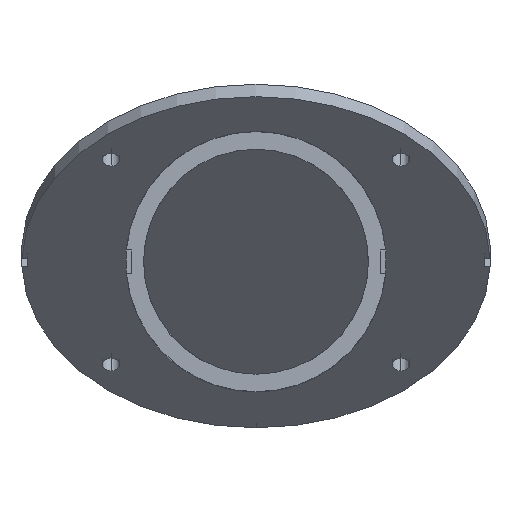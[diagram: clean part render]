
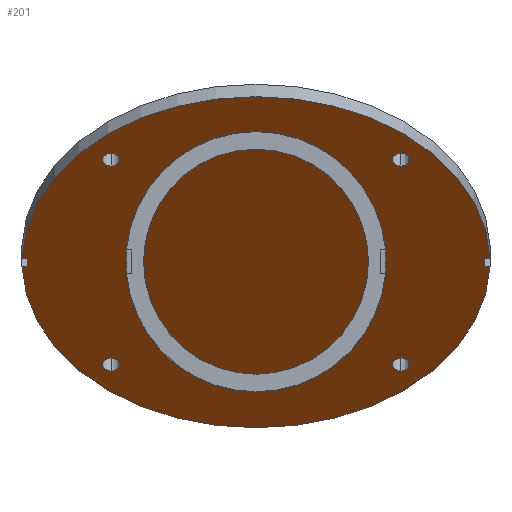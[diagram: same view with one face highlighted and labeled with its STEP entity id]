
A CAD part, front view. The second image highlights one B-rep face of the part: STEP entity #201.
In plain terms, the highlighted planar face has unit normal (0, -0.707, -0.707).
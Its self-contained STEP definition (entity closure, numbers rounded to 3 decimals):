
#22 = CIRCLE ( 'NONE', #324, 1.5 ) ;
#23 = CARTESIAN_POINT ( 'NONE',  ( -24.749, 394.302, 18.473 ) ) ;
#26 = CARTESIAN_POINT ( 'NONE',  ( 39.987, 412.156, 0.619 ) ) ;
#28 = ORIENTED_EDGE ( 'NONE', *, *, #1223, .F. ) ;
#39 = LINE ( 'NONE', #293, #1483 ) ;
#46 = ORIENTED_EDGE ( 'NONE', *, *, #947, .F. ) ;
#56 = DIRECTION ( 'NONE',  ( 0., 0.707, 0.707 ) ) ;
#79 = DIRECTION ( 'NONE',  ( 0., -0.707, 0.707 ) ) ;
#117 = CIRCLE ( 'NONE', #1436, 40. ) ;
#136 = CIRCLE ( 'NONE', #615, 1.5 ) ;
#146 = EDGE_CURVE ( 'NONE', #354, #1344, #648, .T. ) ;
#150 = CARTESIAN_POINT ( 'NONE',  ( -24.749, 431.423, -18.648 ) ) ;
#164 = AXIS2_PLACEMENT_3D ( 'NONE', #1157, #1048, #788 ) ;
#176 = ORIENTED_EDGE ( 'NONE', *, *, #829, .F. ) ;
#180 = DIRECTION ( 'NONE',  ( 0., 0.707, 0.707 ) ) ;
#188 = CIRCLE ( 'NONE', #622, 40. ) ;
#189 = DIRECTION ( 'NONE',  ( 0., -0.707, 0.707 ) ) ;
#191 = ORIENTED_EDGE ( 'NONE', *, *, #146, .F. ) ;
#201 = ADVANCED_FACE ( 'NONE', ( #470, #647, #1360, #700, #539 ), #674, .F. ) ;
#213 = DIRECTION ( 'NONE',  ( 0., 0.707, 0.707 ) ) ;
#214 = CARTESIAN_POINT ( 'NONE',  ( 0., 412.863, -0.088 ) ) ;
#215 = EDGE_CURVE ( 'NONE', #322, #383, #1131, .T. ) ;
#252 = EDGE_CURVE ( 'NONE', #833, #1434, #136, .T. ) ;
#263 = CARTESIAN_POINT ( 'NONE',  ( 41., 412.156, 0.619 ) ) ;
#264 = CARTESIAN_POINT ( 'NONE',  ( -41., 413.57, -0.795 ) ) ;
#265 = EDGE_LOOP ( 'NONE', ( #46, #191, #28, #1289, #492, #176, #1137, #1435, #743 ) ) ;
#270 = CARTESIAN_POINT ( 'NONE',  ( 24.749, 394.302, 18.473 ) ) ;
#275 = LINE ( 'NONE', #263, #1265 ) ;
#293 = CARTESIAN_POINT ( 'NONE',  ( -39., 412.156, 0.619 ) ) ;
#295 = DIRECTION ( 'NONE',  ( 0., 0.707, 0.707 ) ) ;
#296 = DIRECTION ( 'NONE',  ( 0., -0.707, 0.707 ) ) ;
#322 = VERTEX_POINT ( 'NONE', #150 ) ;
#324 = AXIS2_PLACEMENT_3D ( 'NONE', #636, #56, #752 ) ;
#336 = CARTESIAN_POINT ( 'NONE',  ( 24.749, 431.423, -18.648 ) ) ;
#339 = DIRECTION ( 'NONE',  ( 0., 0.707, 0.707 ) ) ;
#347 = DIRECTION ( 'NONE',  ( 0., 0.707, 0.707 ) ) ;
#354 = VERTEX_POINT ( 'NONE', #602 ) ;
#355 = ORIENTED_EDGE ( 'NONE', *, *, #570, .T. ) ;
#362 = DIRECTION ( 'NONE',  ( -1., 0., 0. ) ) ;
#378 = EDGE_CURVE ( 'NONE', #725, #945, #1213, .T. ) ;
#383 = VERTEX_POINT ( 'NONE', #847 ) ;
#394 = DIRECTION ( 'NONE',  ( 0., 0.707, 0.707 ) ) ;
#399 = CARTESIAN_POINT ( 'NONE',  ( 0., 441.147, -28.372 ) ) ;
#400 = DIRECTION ( 'NONE',  ( 0., -0.707, 0.707 ) ) ;
#415 = EDGE_CURVE ( 'NONE', #1434, #833, #1001, .T. ) ;
#425 = DIRECTION ( 'NONE',  ( 0., -0.707, 0.707 ) ) ;
#453 = EDGE_LOOP ( 'NONE', ( #577, #1059 ) ) ;
#454 = CARTESIAN_POINT ( 'NONE',  ( 0., 412.863, -0.088 ) ) ;
#457 = ORIENTED_EDGE ( 'NONE', *, *, #699, .T. ) ;
#460 = CARTESIAN_POINT ( 'NONE',  ( -39.987, 412.156, 0.619 ) ) ;
#470 = FACE_OUTER_BOUND ( 'NONE', #265, .T. ) ;
#475 = VERTEX_POINT ( 'NONE', #399 ) ;
#492 = ORIENTED_EDGE ( 'NONE', *, *, #563, .F. ) ;
#493 = VERTEX_POINT ( 'NONE', #638 ) ;
#506 = ORIENTED_EDGE ( 'NONE', *, *, #987, .T. ) ;
#515 = CARTESIAN_POINT ( 'NONE',  ( -39., 413.57, -0.795 ) ) ;
#521 = CIRCLE ( 'NONE', #784, 1.5 ) ;
#528 = CARTESIAN_POINT ( 'NONE',  ( 41., 413.57, -0.795 ) ) ;
#539 = FACE_BOUND ( 'NONE', #1185, .T. ) ;
#543 = DIRECTION ( 'NONE',  ( 1., 0., 0. ) ) ;
#550 = CARTESIAN_POINT ( 'NONE',  ( -39.987, 413.57, -0.795 ) ) ;
#555 = AXIS2_PLACEMENT_3D ( 'NONE', #620, #295, #972 ) ;
#563 = EDGE_CURVE ( 'NONE', #1292, #1328, #1395, .T. ) ;
#568 = CIRCLE ( 'NONE', #164, 1.5 ) ;
#570 = EDGE_CURVE ( 'NONE', #493, #888, #1038, .T. ) ;
#577 = ORIENTED_EDGE ( 'NONE', *, *, #252, .T. ) ;
#596 = CARTESIAN_POINT ( 'NONE',  ( 39.987, 413.57, -0.795 ) ) ;
#602 = CARTESIAN_POINT ( 'NONE',  ( 39., 413.57, -0.795 ) ) ;
#606 = DIRECTION ( 'NONE',  ( 1., 0., 0. ) ) ;
#613 = ORIENTED_EDGE ( 'NONE', *, *, #215, .T. ) ;
#615 = AXIS2_PLACEMENT_3D ( 'NONE', #660, #213, #1024 ) ;
#620 = CARTESIAN_POINT ( 'NONE',  ( 24.749, 430.363, -17.588 ) ) ;
#622 = AXIS2_PLACEMENT_3D ( 'NONE', #1208, #394, #296 ) ;
#636 = CARTESIAN_POINT ( 'NONE',  ( -24.749, 430.363, -17.588 ) ) ;
#638 = CARTESIAN_POINT ( 'NONE',  ( -24.749, 396.423, 16.352 ) ) ;
#643 = DIRECTION ( 'NONE',  ( 0., 0.707, 0.707 ) ) ;
#644 = LINE ( 'NONE', #787, #1266 ) ;
#647 = FACE_BOUND ( 'NONE', #453, .T. ) ;
#648 = LINE ( 'NONE', #528, #1382 ) ;
#651 = DIRECTION ( 'NONE',  ( 0., 0.707, 0.707 ) ) ;
#657 = CARTESIAN_POINT ( 'NONE',  ( -24.749, 395.363, 17.412 ) ) ;
#658 = CARTESIAN_POINT ( 'NONE',  ( -39., 412.156, 0.619 ) ) ;
#660 = CARTESIAN_POINT ( 'NONE',  ( 24.749, 430.363, -17.588 ) ) ;
#668 = ORIENTED_EDGE ( 'NONE', *, *, #912, .T. ) ;
#674 = PLANE ( 'NONE',  #1317 ) ;
#683 = VERTEX_POINT ( 'NONE', #885 ) ;
#699 = EDGE_CURVE ( 'NONE', #1433, #683, #883, .T. ) ;
#700 = FACE_BOUND ( 'NONE', #1241, .T. ) ;
#706 = VERTEX_POINT ( 'NONE', #997 ) ;
#725 = VERTEX_POINT ( 'NONE', #550 ) ;
#743 = ORIENTED_EDGE ( 'NONE', *, *, #799, .F. ) ;
#752 = DIRECTION ( 'NONE',  ( 0., -0.707, 0.707 ) ) ;
#766 = DIRECTION ( 'NONE',  ( 0., 0.707, 0.707 ) ) ;
#784 = AXIS2_PLACEMENT_3D ( 'NONE', #872, #180, #189 ) ;
#786 = DIRECTION ( 'NONE',  ( 0., 0.707, 0.707 ) ) ;
#787 = CARTESIAN_POINT ( 'NONE',  ( -41., 412.156, 0.619 ) ) ;
#788 = DIRECTION ( 'NONE',  ( 0., -0.707, 0.707 ) ) ;
#799 = EDGE_CURVE ( 'NONE', #475, #725, #117, .T. ) ;
#829 = EDGE_CURVE ( 'NONE', #1152, #1292, #644, .T. ) ;
#833 = VERTEX_POINT ( 'NONE', #336 ) ;
#844 = AXIS2_PLACEMENT_3D ( 'NONE', #910, #339, #1496 ) ;
#847 = CARTESIAN_POINT ( 'NONE',  ( -24.749, 429.302, -16.527 ) ) ;
#872 = CARTESIAN_POINT ( 'NONE',  ( 24.749, 395.363, 17.412 ) ) ;
#883 = CIRCLE ( 'NONE', #1124, 1.5 ) ;
#885 = CARTESIAN_POINT ( 'NONE',  ( 24.749, 396.423, 16.352 ) ) ;
#888 = VERTEX_POINT ( 'NONE', #23 ) ;
#910 = CARTESIAN_POINT ( 'NONE',  ( -24.749, 430.363, -17.588 ) ) ;
#912 = EDGE_CURVE ( 'NONE', #683, #1433, #521, .T. ) ;
#936 = LINE ( 'NONE', #1260, #1303 ) ;
#945 = VERTEX_POINT ( 'NONE', #515 ) ;
#947 = EDGE_CURVE ( 'NONE', #1344, #475, #188, .T. ) ;
#967 = AXIS2_PLACEMENT_3D ( 'NONE', #657, #651, #425 ) ;
#968 = CARTESIAN_POINT ( 'NONE',  ( 24.749, 429.302, -16.527 ) ) ;
#972 = DIRECTION ( 'NONE',  ( 0., -0.707, 0.707 ) ) ;
#987 = EDGE_CURVE ( 'NONE', #383, #322, #22, .T. ) ;
#997 = CARTESIAN_POINT ( 'NONE',  ( 39., 412.156, 0.619 ) ) ;
#1001 = CIRCLE ( 'NONE', #555, 1.5 ) ;
#1024 = DIRECTION ( 'NONE',  ( 0., -0.707, 0.707 ) ) ;
#1027 = AXIS2_PLACEMENT_3D ( 'NONE', #1350, #766, #1471 ) ;
#1038 = CIRCLE ( 'NONE', #967, 1.5 ) ;
#1044 = DIRECTION ( 'NONE',  ( 0., 0.707, -0.707 ) ) ;
#1048 = DIRECTION ( 'NONE',  ( 0., 0.707, 0.707 ) ) ;
#1050 = EDGE_CURVE ( 'NONE', #945, #1152, #39, .T. ) ;
#1059 = ORIENTED_EDGE ( 'NONE', *, *, #415, .T. ) ;
#1074 = DIRECTION ( 'NONE',  ( -1., 0., 0. ) ) ;
#1120 = CARTESIAN_POINT ( 'NONE',  ( 24.749, 395.363, 17.412 ) ) ;
#1124 = AXIS2_PLACEMENT_3D ( 'NONE', #1120, #643, #79 ) ;
#1131 = CIRCLE ( 'NONE', #844, 1.5 ) ;
#1137 = ORIENTED_EDGE ( 'NONE', *, *, #1050, .F. ) ;
#1152 = VERTEX_POINT ( 'NONE', #658 ) ;
#1157 = CARTESIAN_POINT ( 'NONE',  ( -24.749, 395.363, 17.412 ) ) ;
#1185 = EDGE_LOOP ( 'NONE', ( #613, #506 ) ) ;
#1200 = EDGE_LOOP ( 'NONE', ( #668, #457 ) ) ;
#1208 = CARTESIAN_POINT ( 'NONE',  ( 0., 412.863, -0.088 ) ) ;
#1213 = LINE ( 'NONE', #264, #1484 ) ;
#1217 = ORIENTED_EDGE ( 'NONE', *, *, #1280, .T. ) ;
#1223 = EDGE_CURVE ( 'NONE', #706, #354, #936, .T. ) ;
#1241 = EDGE_LOOP ( 'NONE', ( #355, #1217 ) ) ;
#1252 = DIRECTION ( 'NONE',  ( 0., -0.707, 0.707 ) ) ;
#1260 = CARTESIAN_POINT ( 'NONE',  ( 39., 412.156, 0.619 ) ) ;
#1265 = VECTOR ( 'NONE', #1074, 1000. ) ;
#1266 = VECTOR ( 'NONE', #362, 1000. ) ;
#1280 = EDGE_CURVE ( 'NONE', #888, #493, #568, .T. ) ;
#1289 = ORIENTED_EDGE ( 'NONE', *, *, #1372, .F. ) ;
#1292 = VERTEX_POINT ( 'NONE', #460 ) ;
#1303 = VECTOR ( 'NONE', #1044, 1000. ) ;
#1317 = AXIS2_PLACEMENT_3D ( 'NONE', #454, #786, #1252 ) ;
#1328 = VERTEX_POINT ( 'NONE', #26 ) ;
#1344 = VERTEX_POINT ( 'NONE', #596 ) ;
#1350 = CARTESIAN_POINT ( 'NONE',  ( 0., 412.863, -0.088 ) ) ;
#1360 = FACE_BOUND ( 'NONE', #1200, .T. ) ;
#1372 = EDGE_CURVE ( 'NONE', #1328, #706, #275, .T. ) ;
#1382 = VECTOR ( 'NONE', #543, 1000. ) ;
#1395 = CIRCLE ( 'NONE', #1027, 40. ) ;
#1433 = VERTEX_POINT ( 'NONE', #270 ) ;
#1434 = VERTEX_POINT ( 'NONE', #968 ) ;
#1435 = ORIENTED_EDGE ( 'NONE', *, *, #378, .F. ) ;
#1436 = AXIS2_PLACEMENT_3D ( 'NONE', #214, #347, #1485 ) ;
#1471 = DIRECTION ( 'NONE',  ( 0., -0.707, 0.707 ) ) ;
#1483 = VECTOR ( 'NONE', #400, 1000. ) ;
#1484 = VECTOR ( 'NONE', #606, 1000. ) ;
#1485 = DIRECTION ( 'NONE',  ( 0., -0.707, 0.707 ) ) ;
#1496 = DIRECTION ( 'NONE',  ( 0., -0.707, 0.707 ) ) ;
